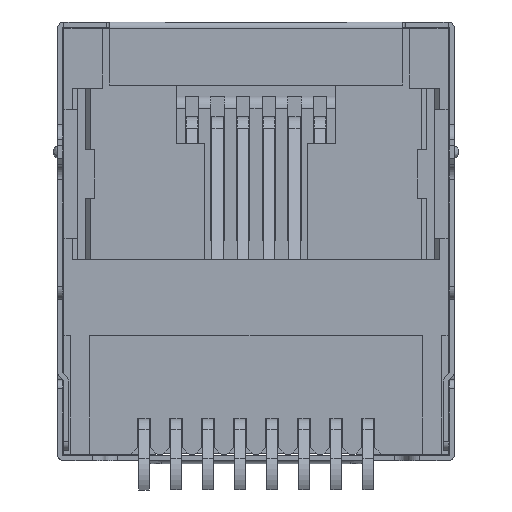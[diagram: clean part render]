
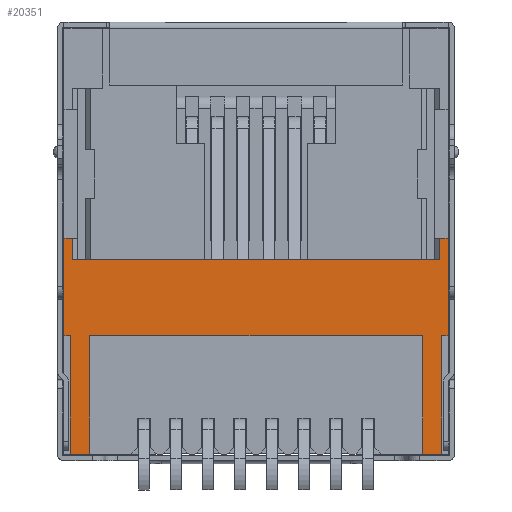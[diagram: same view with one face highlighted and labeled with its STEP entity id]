
A CAD part, front view. The second image highlights one B-rep face of the part: STEP entity #20351.
In plain terms, the highlighted planar face has unit normal (0, -1, 0).
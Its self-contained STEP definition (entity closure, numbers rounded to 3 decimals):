
#638 = VERTEX_POINT ( 'NONE', #27897 ) ;
#1518 = LINE ( 'NONE', #18840, #33256 ) ;
#1901 = EDGE_CURVE ( 'NONE', #11803, #12907, #14375, .T. ) ;
#2278 = LINE ( 'NONE', #24572, #19142 ) ;
#2494 = FACE_OUTER_BOUND ( 'NONE', #8392, .T. ) ;
#2511 = EDGE_CURVE ( 'NONE', #39566, #26408, #11833, .T. ) ;
#2951 = LINE ( 'NONE', #17109, #38656 ) ;
#2973 = CARTESIAN_POINT ( 'NONE',  ( 7.62, 0., -16.891 ) ) ;
#4145 = DIRECTION ( 'NONE',  ( 0., 0., -1. ) ) ;
#4327 = CARTESIAN_POINT ( 'NONE',  ( -7.29, 0., -8.319 ) ) ;
#5195 = CARTESIAN_POINT ( 'NONE',  ( 7.62, 0., -16.891 ) ) ;
#5302 = EDGE_CURVE ( 'NONE', #28927, #20573, #15479, .T. ) ;
#5431 = VECTOR ( 'NONE', #36171, 1000. ) ;
#5672 = ORIENTED_EDGE ( 'NONE', *, *, #28485, .T. ) ;
#5699 = CARTESIAN_POINT ( 'NONE',  ( 7.62, 0., -9.182 ) ) ;
#6015 = DIRECTION ( 'NONE',  ( 1., 0., 0. ) ) ;
#6747 = VERTEX_POINT ( 'NONE', #4327 ) ;
#6878 = EDGE_CURVE ( 'NONE', #23919, #27717, #21261, .T. ) ;
#7073 = CARTESIAN_POINT ( 'NONE',  ( -7.62, 0., -12.192 ) ) ;
#7231 = EDGE_CURVE ( 'NONE', #27717, #28927, #30204, .T. ) ;
#7256 = DIRECTION ( 'NONE',  ( 0., 0., 1. ) ) ;
#7279 = LINE ( 'NONE', #25759, #23663 ) ;
#7831 = LINE ( 'NONE', #19895, #13301 ) ;
#8392 = EDGE_LOOP ( 'NONE', ( #38792, #23421, #8595, #25150, #36224, #5672, #36598, #12930, #38828, #20328, #15691, #33900, #17197, #28811, #32671, #20704 ) ) ;
#8595 = ORIENTED_EDGE ( 'NONE', *, *, #6878, .T. ) ;
#8913 = DIRECTION ( 'NONE',  ( 0., 0., 1. ) ) ;
#8954 = VERTEX_POINT ( 'NONE', #12034 ) ;
#9371 = CARTESIAN_POINT ( 'NONE',  ( 7.29, 0., -9.182 ) ) ;
#10107 = CARTESIAN_POINT ( 'NONE',  ( -7.366, 0., -12.192 ) ) ;
#10959 = DIRECTION ( 'NONE',  ( 0., 0., -1. ) ) ;
#11803 = VERTEX_POINT ( 'NONE', #12608 ) ;
#11833 = LINE ( 'NONE', #20239, #30211 ) ;
#12034 = CARTESIAN_POINT ( 'NONE',  ( 7.62, 0., -8.319 ) ) ;
#12608 = CARTESIAN_POINT ( 'NONE',  ( 7.366, 0., -16.891 ) ) ;
#12810 = VECTOR ( 'NONE', #15533, 1000. ) ;
#12868 = CARTESIAN_POINT ( 'NONE',  ( 7.62, 0., 0. ) ) ;
#12907 = VERTEX_POINT ( 'NONE', #36376 ) ;
#12930 = ORIENTED_EDGE ( 'NONE', *, *, #19200, .T. ) ;
#13046 = CARTESIAN_POINT ( 'NONE',  ( 7.62, 0., -16.891 ) ) ;
#13196 = EDGE_CURVE ( 'NONE', #17883, #638, #28732, .T. ) ;
#13301 = VECTOR ( 'NONE', #7256, 1000. ) ;
#14281 = DIRECTION ( 'NONE',  ( -1., 0., 0. ) ) ;
#14375 = LINE ( 'NONE', #33015, #5431 ) ;
#14713 = DIRECTION ( 'NONE',  ( 1., 0., 0. ) ) ;
#14884 = CARTESIAN_POINT ( 'NONE',  ( 7.29, 0., 0. ) ) ;
#15479 = LINE ( 'NONE', #13046, #39313 ) ;
#15533 = DIRECTION ( 'NONE',  ( -1., 0., 0. ) ) ;
#15691 = ORIENTED_EDGE ( 'NONE', *, *, #28187, .T. ) ;
#15733 = VERTEX_POINT ( 'NONE', #34630 ) ;
#16077 = LINE ( 'NONE', #39684, #28034 ) ;
#16705 = VERTEX_POINT ( 'NONE', #17611 ) ;
#17109 = CARTESIAN_POINT ( 'NONE',  ( 7.62, 0., -12.192 ) ) ;
#17197 = ORIENTED_EDGE ( 'NONE', *, *, #36582, .T. ) ;
#17611 = CARTESIAN_POINT ( 'NONE',  ( -7.62, 0., -8.319 ) ) ;
#17883 = VERTEX_POINT ( 'NONE', #9371 ) ;
#18070 = DIRECTION ( 'NONE',  ( 0., 0., -1. ) ) ;
#18840 = CARTESIAN_POINT ( 'NONE',  ( -7.62, 0., 0. ) ) ;
#19142 = VECTOR ( 'NONE', #8913, 1000. ) ;
#19200 = EDGE_CURVE ( 'NONE', #26408, #28301, #16077, .T. ) ;
#19560 = LINE ( 'NONE', #2973, #31036 ) ;
#19895 = CARTESIAN_POINT ( 'NONE',  ( -7.29, 0., 0. ) ) ;
#20183 = EDGE_CURVE ( 'NONE', #23919, #16705, #1518, .T. ) ;
#20239 = CARTESIAN_POINT ( 'NONE',  ( 7.62, 0., -12.192 ) ) ;
#20328 = ORIENTED_EDGE ( 'NONE', *, *, #1901, .T. ) ;
#20351 = ADVANCED_FACE ( 'NONE', ( #2494 ), #38235, .T. ) ;
#20573 = VERTEX_POINT ( 'NONE', #23526 ) ;
#20704 = ORIENTED_EDGE ( 'NONE', *, *, #20920, .T. ) ;
#20920 = EDGE_CURVE ( 'NONE', #638, #6747, #7831, .T. ) ;
#21261 = LINE ( 'NONE', #33319, #37136 ) ;
#21282 = DIRECTION ( 'NONE',  ( 0., 0., -1. ) ) ;
#21427 = VECTOR ( 'NONE', #18070, 1000. ) ;
#23421 = ORIENTED_EDGE ( 'NONE', *, *, #20183, .F. ) ;
#23526 = CARTESIAN_POINT ( 'NONE',  ( -6.604, 0., -16.891 ) ) ;
#23663 = VECTOR ( 'NONE', #29136, 1000. ) ;
#23919 = VERTEX_POINT ( 'NONE', #7073 ) ;
#24572 = CARTESIAN_POINT ( 'NONE',  ( -6.604, 0., 0. ) ) ;
#24845 = VECTOR ( 'NONE', #21282, 1000. ) ;
#25150 = ORIENTED_EDGE ( 'NONE', *, *, #7231, .T. ) ;
#25759 = CARTESIAN_POINT ( 'NONE',  ( 7.62, 0., -8.319 ) ) ;
#26036 = DIRECTION ( 'NONE',  ( 1., 0., 0. ) ) ;
#26199 = VERTEX_POINT ( 'NONE', #37105 ) ;
#26408 = VERTEX_POINT ( 'NONE', #34751 ) ;
#26839 = DIRECTION ( 'NONE',  ( 1., 0., 0. ) ) ;
#26965 = CARTESIAN_POINT ( 'NONE',  ( -6.604, 0., -12.192 ) ) ;
#27291 = LINE ( 'NONE', #5195, #24845 ) ;
#27717 = VERTEX_POINT ( 'NONE', #36303 ) ;
#27897 = CARTESIAN_POINT ( 'NONE',  ( -7.29, 0., -9.182 ) ) ;
#28003 = VECTOR ( 'NONE', #14281, 1000. ) ;
#28034 = VECTOR ( 'NONE', #10959, 1000. ) ;
#28187 = EDGE_CURVE ( 'NONE', #12907, #15733, #2951, .T. ) ;
#28301 = VERTEX_POINT ( 'NONE', #30490 ) ;
#28485 = EDGE_CURVE ( 'NONE', #20573, #39566, #2278, .T. ) ;
#28732 = LINE ( 'NONE', #5699, #12810 ) ;
#28811 = ORIENTED_EDGE ( 'NONE', *, *, #30751, .T. ) ;
#28927 = VERTEX_POINT ( 'NONE', #35911 ) ;
#29136 = DIRECTION ( 'NONE',  ( -1., 0., 0. ) ) ;
#30129 = CARTESIAN_POINT ( 'NONE',  ( 7.62, 0., -8.319 ) ) ;
#30204 = LINE ( 'NONE', #10107, #34179 ) ;
#30211 = VECTOR ( 'NONE', #26036, 1000. ) ;
#30490 = CARTESIAN_POINT ( 'NONE',  ( 6.604, 0., -16.891 ) ) ;
#30751 = EDGE_CURVE ( 'NONE', #26199, #17883, #32338, .T. ) ;
#31036 = VECTOR ( 'NONE', #6015, 1000. ) ;
#32171 = DIRECTION ( 'NONE',  ( 0., -1., 0. ) ) ;
#32338 = LINE ( 'NONE', #14884, #21427 ) ;
#32671 = ORIENTED_EDGE ( 'NONE', *, *, #13196, .T. ) ;
#33015 = CARTESIAN_POINT ( 'NONE',  ( 7.366, 0., -12.192 ) ) ;
#33152 = EDGE_CURVE ( 'NONE', #28301, #11803, #19560, .T. ) ;
#33256 = VECTOR ( 'NONE', #37821, 1000. ) ;
#33319 = CARTESIAN_POINT ( 'NONE',  ( 7.62, 0., -12.192 ) ) ;
#33900 = ORIENTED_EDGE ( 'NONE', *, *, #38318, .F. ) ;
#34179 = VECTOR ( 'NONE', #4145, 1000. ) ;
#34630 = CARTESIAN_POINT ( 'NONE',  ( 7.62, 0., -12.192 ) ) ;
#34751 = CARTESIAN_POINT ( 'NONE',  ( 6.604, 0., -12.192 ) ) ;
#35617 = EDGE_CURVE ( 'NONE', #6747, #16705, #37858, .T. ) ;
#35911 = CARTESIAN_POINT ( 'NONE',  ( -7.366, 0., -16.891 ) ) ;
#36171 = DIRECTION ( 'NONE',  ( 0., 0., 1. ) ) ;
#36224 = ORIENTED_EDGE ( 'NONE', *, *, #5302, .T. ) ;
#36303 = CARTESIAN_POINT ( 'NONE',  ( -7.366, 0., -12.192 ) ) ;
#36376 = CARTESIAN_POINT ( 'NONE',  ( 7.366, 0., -12.192 ) ) ;
#36582 = EDGE_CURVE ( 'NONE', #8954, #26199, #7279, .T. ) ;
#36598 = ORIENTED_EDGE ( 'NONE', *, *, #2511, .T. ) ;
#36949 = AXIS2_PLACEMENT_3D ( 'NONE', #12868, #32171, #38645 ) ;
#37105 = CARTESIAN_POINT ( 'NONE',  ( 7.29, 0., -8.319 ) ) ;
#37136 = VECTOR ( 'NONE', #14713, 1000. ) ;
#37821 = DIRECTION ( 'NONE',  ( 0., 0., 1. ) ) ;
#37858 = LINE ( 'NONE', #30129, #28003 ) ;
#38143 = DIRECTION ( 'NONE',  ( 1., 0., 0. ) ) ;
#38235 = PLANE ( 'NONE',  #36949 ) ;
#38318 = EDGE_CURVE ( 'NONE', #8954, #15733, #27291, .T. ) ;
#38645 = DIRECTION ( 'NONE',  ( 1., 0., 0. ) ) ;
#38656 = VECTOR ( 'NONE', #26839, 1000. ) ;
#38792 = ORIENTED_EDGE ( 'NONE', *, *, #35617, .T. ) ;
#38828 = ORIENTED_EDGE ( 'NONE', *, *, #33152, .T. ) ;
#39313 = VECTOR ( 'NONE', #38143, 1000. ) ;
#39566 = VERTEX_POINT ( 'NONE', #26965 ) ;
#39684 = CARTESIAN_POINT ( 'NONE',  ( 6.604, 0., 0. ) ) ;
